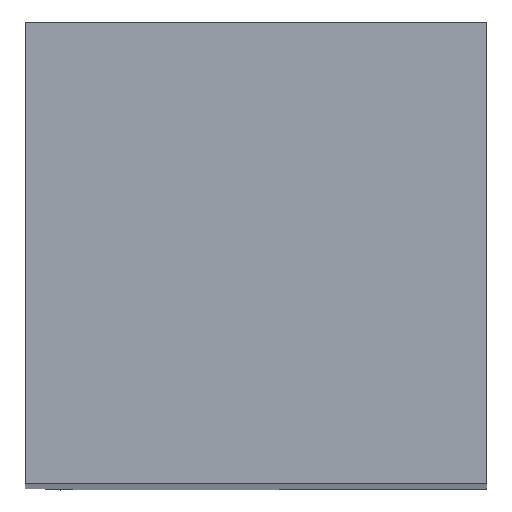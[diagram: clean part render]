
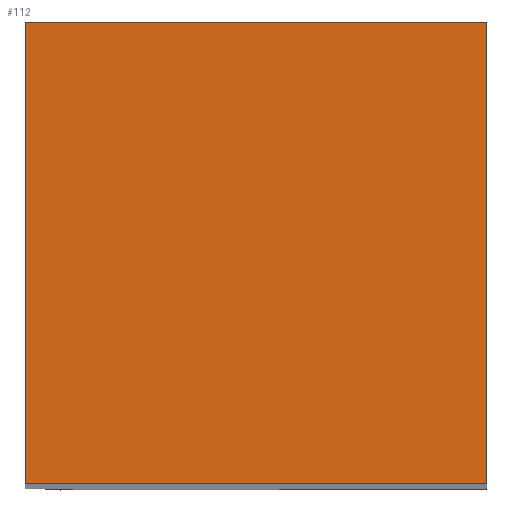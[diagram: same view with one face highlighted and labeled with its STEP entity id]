
A CAD part, top view. The second image highlights one B-rep face of the part: STEP entity #112.
In plain terms, the highlighted planar face has unit normal (0, 0, 1).
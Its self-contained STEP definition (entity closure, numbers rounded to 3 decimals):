
#112=ADVANCED_FACE('',(#163),#144,.T.);
#144=PLANE('',#744);
#163=FACE_OUTER_BOUND('',#191,.T.);
#191=EDGE_LOOP('',(#271,#272,#273,#274));
#271=ORIENTED_EDGE('',*,*,#491,.T.);
#272=ORIENTED_EDGE('',*,*,#488,.T.);
#273=ORIENTED_EDGE('',*,*,#481,.T.);
#274=ORIENTED_EDGE('',*,*,#493,.T.);
#414=VERTEX_POINT('',#971);
#415=VERTEX_POINT('',#973);
#420=VERTEX_POINT('',#990);
#421=VERTEX_POINT('',#995);
#481=EDGE_CURVE('',#415,#414,#652,.T.);
#488=EDGE_CURVE('',#420,#415,#656,.T.);
#491=EDGE_CURVE('',#421,#420,#658,.T.);
#493=EDGE_CURVE('',#414,#421,#660,.T.);
#652=LINE('',#972,#698);
#656=LINE('',#989,#702);
#658=LINE('',#994,#704);
#660=LINE('',#998,#706);
#698=VECTOR('',#818,1.);
#702=VECTOR('',#830,1.);
#704=VECTOR('',#836,1.);
#706=VECTOR('',#840,1.);
#744=AXIS2_PLACEMENT_3D('',#1000,#843,#844);
#818=DIRECTION('',(1.,0.,0.));
#830=DIRECTION('',(0.,-1.,0.));
#836=DIRECTION('',(-1.,0.,0.));
#840=DIRECTION('',(0.,1.,0.));
#843=DIRECTION('',(0.,0.,1.));
#844=DIRECTION('',(1.,0.,0.));
#971=CARTESIAN_POINT('',(0.,0.,0.));
#972=CARTESIAN_POINT('',(-16.,0.,0.));
#973=CARTESIAN_POINT('',(-16.,0.,0.));
#989=CARTESIAN_POINT('',(-16.,16.,0.));
#990=CARTESIAN_POINT('',(-16.,16.,0.));
#994=CARTESIAN_POINT('',(0.,16.,0.));
#995=CARTESIAN_POINT('',(0.,16.,0.));
#998=CARTESIAN_POINT('',(0.,0.,0.));
#1000=CARTESIAN_POINT('',(0.,0.,0.));
